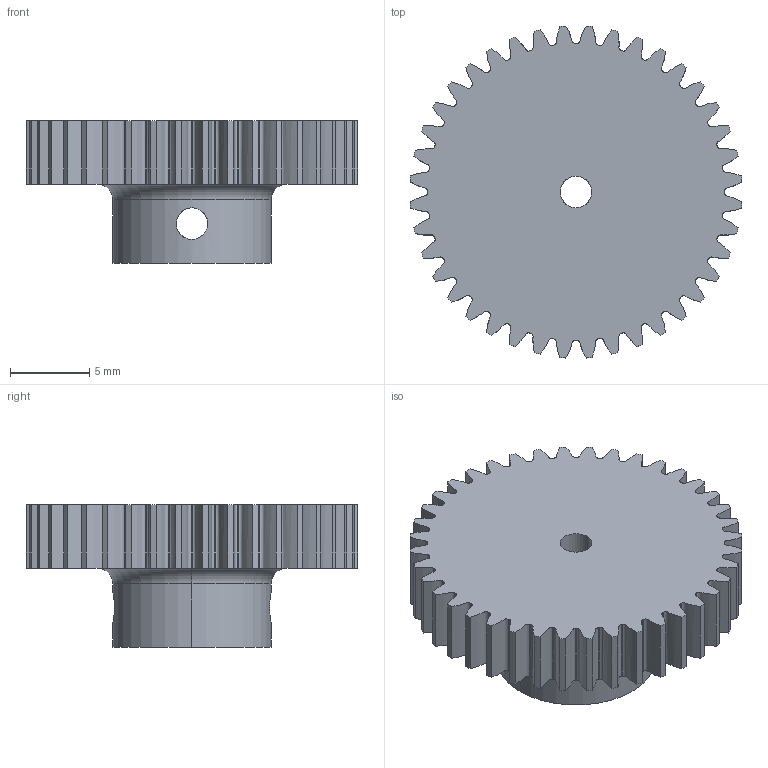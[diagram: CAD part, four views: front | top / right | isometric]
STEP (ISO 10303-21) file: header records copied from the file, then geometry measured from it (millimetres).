
FILE_DESCRIPTION (( 'STEP AP214' ), '1' );
FILE_NAME ('嗣喘唳萇儂喘謫.STEP', '2024-12-18T05:56:57', ( '' ), ( '' ), 'SwSTEP 2.0', 'SolidWorks 2023', '' );
FILE_SCHEMA (( 'AUTOMOTIVE_DESIGN' ));
Length unit declared in the file: millimetre
Products named in the file (1): 多齿版电机齿轮
Bounding box: 20.96 x 20.96 x 9 mm (x, y, z)
Volume: 1591.4 mm3; surface area: 1349.1 mm2
Topology: 1 solids, 1 shells, 176 faces, 517 edges, 342 vertices
Faces by surface type: cylinder 91, bspline 80, plane 3, torus 2
Entity records: 10946 total; most frequent: CARTESIAN_POINT 6648, ORIENTED_EDGE 1034, DIRECTION 713, EDGE_CURVE 517, VERTEX_POINT 342, AXIS2_PLACEMENT_3D 271, EDGE_LOOP 181, ADVANCED_FACE 176
